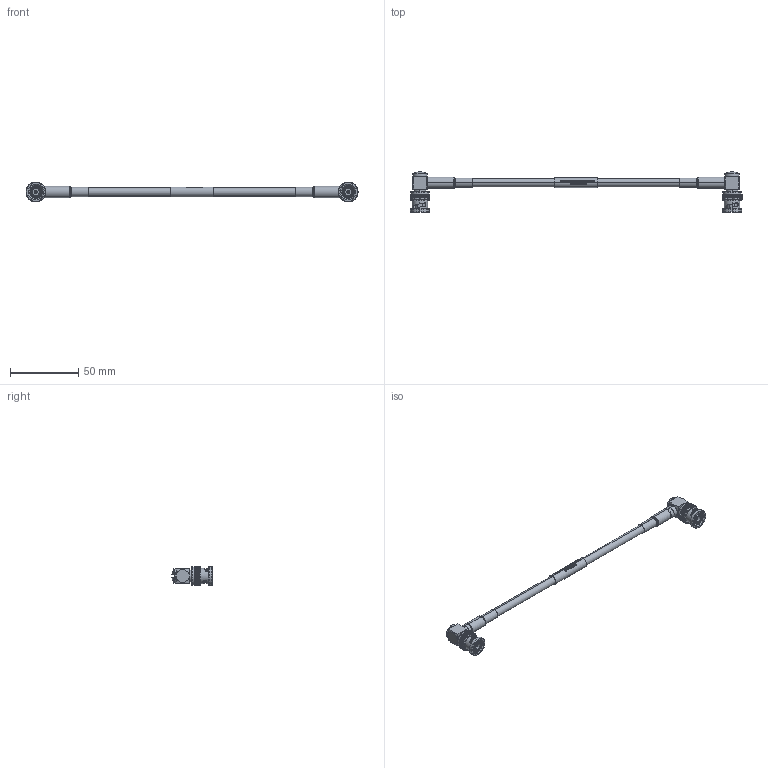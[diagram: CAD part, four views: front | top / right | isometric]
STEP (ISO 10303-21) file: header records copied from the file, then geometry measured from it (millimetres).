
FILE_DESCRIPTION (( 'STEP AP214' ), '1' );
FILE_NAME ('FMCA100165_3D.step', '2024-08-20T16:58:59', ( '' ), ( '' ), 'SwSTEP 2.0', 'SolidWorks 2022', '' );
FILE_SCHEMA (( 'AUTOMOTIVE_DESIGN' ));
Length unit declared in the file: inch
Products named in the file (4): FM Cable Assy Label^FMCA100165_D_240; FMCA100165_3D; TCOM-195-240-400-600 for cable assy^FMCA100165_TCOM-240; TC-240-BM-RA-D_FM^FMCA100165_with HS
Assembly tree (4 placements, depth 2):
  FMCA100165_3D
    TCOM-195-240-400-600 for cable assy^FMCA100165_TCOM-240
    FM Cable Assy Label^FMCA100165_D_240
    TC-240-BM-RA-D_FM^FMCA100165_with HS  x2
Bounding box: 243.01 x 29.52 x 14.5 mm (x, y, z)
Volume: 13501.5 mm3; surface area: 14760.3 mm2
Topology: 6 solids, 10 shells, 1806 faces, 4886 edges, 3200 vertices
Faces by surface type: plane 1110, cylinder 342, bspline 196, cone 112, torus 46
Entity records: 51115 total; most frequent: CARTESIAN_POINT 18925, ORIENTED_EDGE 7448, DIRECTION 5446, EDGE_CURVE 3724, VERTEX_POINT 2454, VECTOR 1990, LINE 1990, AXIS2_PLACEMENT_3D 1728
